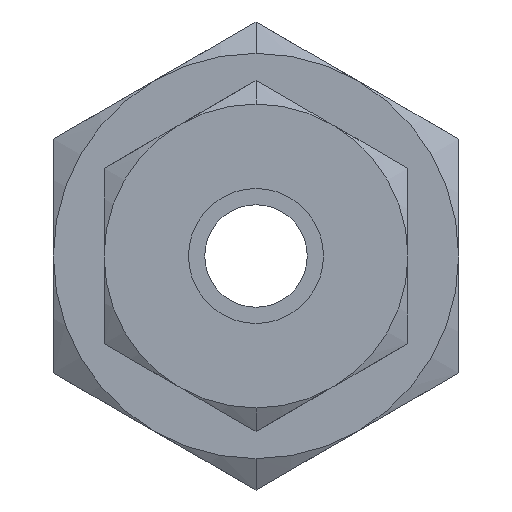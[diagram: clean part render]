
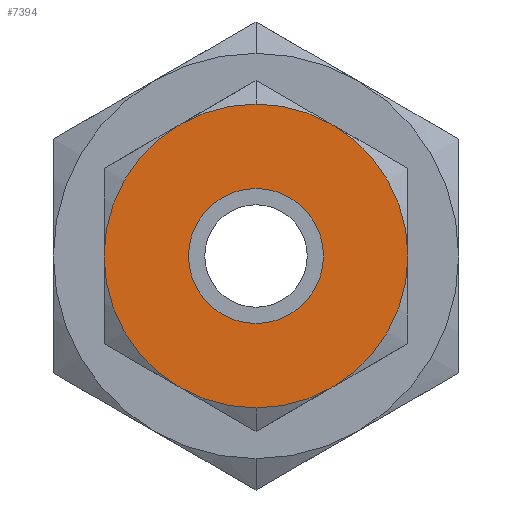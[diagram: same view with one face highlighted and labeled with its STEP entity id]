
A CAD part, left-side view. The second image highlights one B-rep face of the part: STEP entity #7394.
In plain terms, the highlighted planar face has unit normal (-1, 0, 0).
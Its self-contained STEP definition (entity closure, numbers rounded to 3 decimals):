
#20 = CIRCLE ( 'NONE', #3917, 7.14 ) ;
#125 = CARTESIAN_POINT ( 'NONE',  ( 0., 0., -7.14 ) ) ;
#181 = CARTESIAN_POINT ( 'NONE',  ( 0., 0., 7.14 ) ) ;
#332 = ORIENTED_EDGE ( 'NONE', *, *, #442, .T. ) ;
#442 = EDGE_CURVE ( 'NONE', #5188, #5821, #5614, .T. ) ;
#483 = EDGE_CURVE ( 'NONE', #5821, #5188, #2776, .T. ) ;
#657 = CARTESIAN_POINT ( 'NONE',  ( 0., 0., 3.57 ) ) ;
#1409 = CIRCLE ( 'NONE', #3504, 7.14 ) ;
#1581 = AXIS2_PLACEMENT_3D ( 'NONE', #9060, #8496, #6351 ) ;
#1665 = DIRECTION ( 'NONE',  ( 1., 0., 0. ) ) ;
#2226 = CARTESIAN_POINT ( 'NONE',  ( 0., 0., -3.175 ) ) ;
#2372 = CARTESIAN_POINT ( 'NONE',  ( 0., 0., 0. ) ) ;
#2776 = CIRCLE ( 'NONE', #5968, 3.175 ) ;
#3099 = ORIENTED_EDGE ( 'NONE', *, *, #483, .T. ) ;
#3197 = DIRECTION ( 'NONE',  ( 0., 0., 1. ) ) ;
#3504 = AXIS2_PLACEMENT_3D ( 'NONE', #7492, #6833, #3197 ) ;
#3594 = FACE_OUTER_BOUND ( 'NONE', #5392, .T. ) ;
#3690 = EDGE_CURVE ( 'NONE', #4920, #4225, #1409, .T. ) ;
#3917 = AXIS2_PLACEMENT_3D ( 'NONE', #2372, #1665, #6275 ) ;
#4148 = DIRECTION ( 'NONE',  ( 1., 0., 0. ) ) ;
#4225 = VERTEX_POINT ( 'NONE', #125 ) ;
#4551 = ORIENTED_EDGE ( 'NONE', *, *, #6375, .F. ) ;
#4824 = EDGE_LOOP ( 'NONE', ( #3099, #332 ) ) ;
#4920 = VERTEX_POINT ( 'NONE', #181 ) ;
#4951 = DIRECTION ( 'NONE',  ( -1., 0., 0. ) ) ;
#5188 = VERTEX_POINT ( 'NONE', #8311 ) ;
#5392 = EDGE_LOOP ( 'NONE', ( #6458, #4551 ) ) ;
#5604 = CARTESIAN_POINT ( 'NONE',  ( 0., 0., 0. ) ) ;
#5614 = CIRCLE ( 'NONE', #1581, 3.175 ) ;
#5821 = VERTEX_POINT ( 'NONE', #2226 ) ;
#5968 = AXIS2_PLACEMENT_3D ( 'NONE', #5604, #4148, #7004 ) ;
#6012 = AXIS2_PLACEMENT_3D ( 'NONE', #657, #4951, #7008 ) ;
#6275 = DIRECTION ( 'NONE',  ( 0., 0., -1. ) ) ;
#6351 = DIRECTION ( 'NONE',  ( 0., 0., 1. ) ) ;
#6375 = EDGE_CURVE ( 'NONE', #4225, #4920, #20, .T. ) ;
#6458 = ORIENTED_EDGE ( 'NONE', *, *, #3690, .F. ) ;
#6833 = DIRECTION ( 'NONE',  ( 1., 0., 0. ) ) ;
#7004 = DIRECTION ( 'NONE',  ( 0., 0., -1. ) ) ;
#7008 = DIRECTION ( 'NONE',  ( 0., 0., 1. ) ) ;
#7394 = ADVANCED_FACE ( 'NONE', ( #9242, #3594 ), #8408, .T. ) ;
#7492 = CARTESIAN_POINT ( 'NONE',  ( 0., 0., 0. ) ) ;
#8311 = CARTESIAN_POINT ( 'NONE',  ( 0., 0., 3.175 ) ) ;
#8408 = PLANE ( 'NONE',  #6012 ) ;
#8496 = DIRECTION ( 'NONE',  ( 1., 0., 0. ) ) ;
#9060 = CARTESIAN_POINT ( 'NONE',  ( 0., 0., 0. ) ) ;
#9242 = FACE_BOUND ( 'NONE', #4824, .T. ) ;
